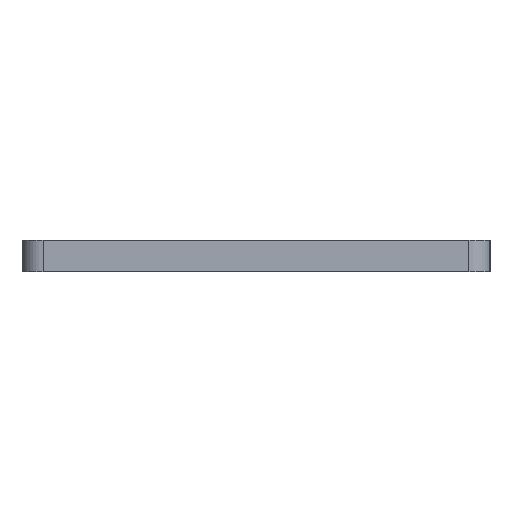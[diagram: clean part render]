
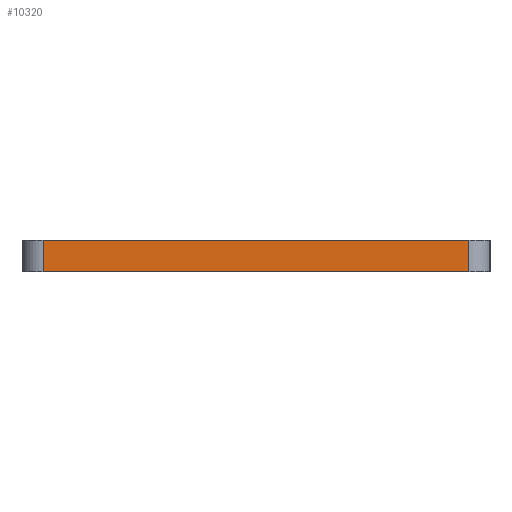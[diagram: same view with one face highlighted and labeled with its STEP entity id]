
A CAD part, left-side view. The second image highlights one B-rep face of the part: STEP entity #10320.
In plain terms, the highlighted planar face has unit normal (-1, 0, 0).
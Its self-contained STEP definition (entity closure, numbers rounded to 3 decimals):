
#1204=DIRECTION('',(0.,-1.,0.));
#1205=VECTOR('',#1204,40.45);
#1206=CARTESIAN_POINT('',(-241.5,20.225,0.));
#1207=LINE('',#1206,#1205);
#2453=DIRECTION('',(0.,-1.,0.));
#2454=VECTOR('',#2453,40.45);
#2455=CARTESIAN_POINT('',(-241.5,20.225,3.));
#2456=LINE('',#2455,#2454);
#3649=DIRECTION('',(0.,0.,-1.));
#3650=VECTOR('',#3649,3.);
#3651=CARTESIAN_POINT('',(-241.5,20.225,3.));
#3652=LINE('',#3651,#3650);
#3653=DIRECTION('',(0.,0.,-1.));
#3654=VECTOR('',#3653,3.);
#3655=CARTESIAN_POINT('',(-241.5,-20.225,3.));
#3656=LINE('',#3655,#3654);
#4881=CARTESIAN_POINT('',(-241.5,20.225,0.));
#4883=VERTEX_POINT('',#4881);
#4887=CARTESIAN_POINT('',(-241.5,20.225,3.));
#4888=VERTEX_POINT('',#4887);
#4890=CARTESIAN_POINT('',(-241.5,-20.225,0.));
#4892=VERTEX_POINT('',#4890);
#4893=CARTESIAN_POINT('',(-241.5,-20.225,3.));
#4894=VERTEX_POINT('',#4893);
#10309=CARTESIAN_POINT('',(-241.5,22.225,0.));
#10310=DIRECTION('',(-1.,0.,0.));
#10311=DIRECTION('',(0.,-1.,0.));
#10312=AXIS2_PLACEMENT_3D('',#10309,#10310,#10311);
#10313=PLANE('',#10312);
#10314=ORIENTED_EDGE('',*,*,#10226,.F.);
#10315=ORIENTED_EDGE('',*,*,#5798,.T.);
#10316=ORIENTED_EDGE('',*,*,#10302,.T.);
#10317=ORIENTED_EDGE('',*,*,#4984,.F.);
#10318=EDGE_LOOP('',(#10314,#10315,#10316,#10317));
#10319=FACE_OUTER_BOUND('',#10318,.F.);
#4984=EDGE_CURVE('',#4883,#4892,#1207,.T.);
#5798=EDGE_CURVE('',#4888,#4894,#2456,.T.);
#10226=EDGE_CURVE('',#4888,#4883,#3652,.T.);
#10302=EDGE_CURVE('',#4894,#4892,#3656,.T.);
#10320=ADVANCED_FACE('',(#10319),#10313,.T.);
